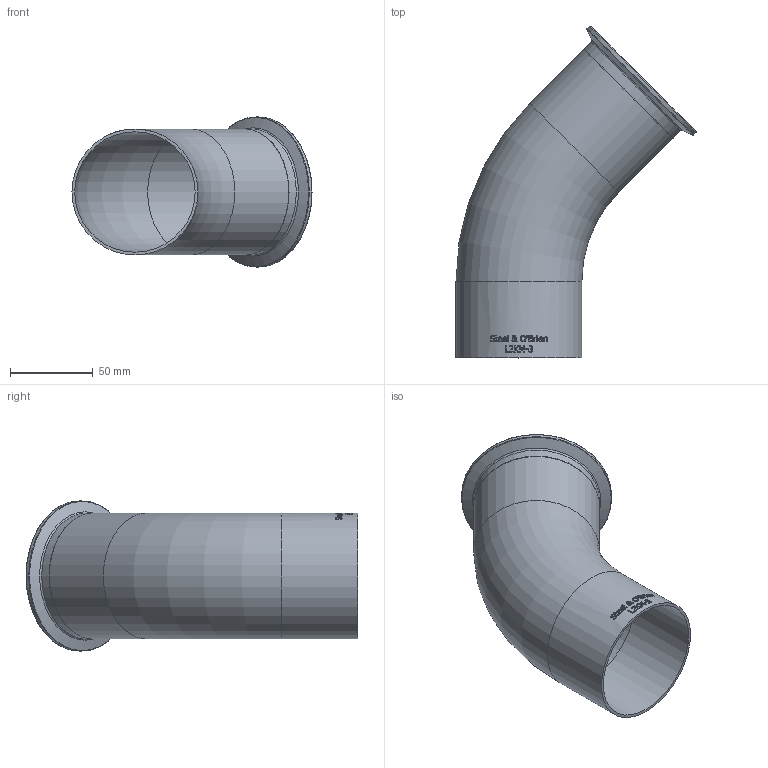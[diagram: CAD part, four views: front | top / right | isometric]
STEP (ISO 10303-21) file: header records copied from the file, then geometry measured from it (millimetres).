
FILE_DESCRIPTION(/* description */ (''),/* implementation_level */ '2;1');
FILE_NAME(/* name */ 'L2KM-3.stp',/* time_stamp */ '2021-11-08T14:31:51-05:00',/* author */ ('rick'),/* organization */ (''),/* preprocessor_version */ 'ST-DEVELOPER v18.1',/* originating_system */ 'Autodesk Inventor 2020',/* authorisation */ '');
FILE_SCHEMA (('AUTOMOTIVE_DESIGN { 1 0 10303 214 3 1 1 }'));
Length unit declared in the file: inch
Products named in the file (1): L2KM-3
Bounding box: 145.29 x 200.86 x 90.91 mm (x, y, z)
Volume: 82551.8 mm3; surface area: 96079.3 mm2
Topology: 1 solids, 1 shells, 331 faces, 912 edges, 614 vertices
Faces by surface type: bspline 149, plane 134, cylinder 35, torus 10, cone 3
Full cylindrical faces by diameter (mm): 72.898 x3, 76.2 x3, 90.907 x1
Entity records: 13826 total; most frequent: CARTESIAN_POINT 6078, ORIENTED_EDGE 1824, DIRECTION 1198, EDGE_CURVE 912, VERTEX_POINT 614, AXIS2_PLACEMENT_3D 401, LINE 396, VECTOR 396
